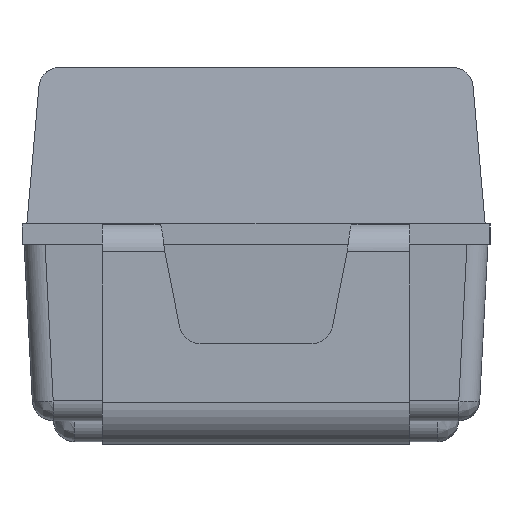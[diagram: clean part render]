
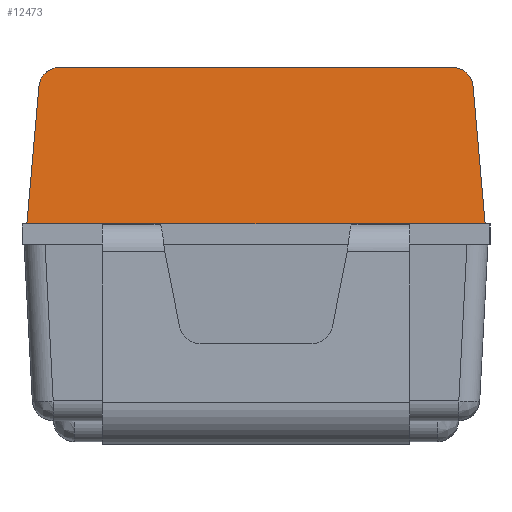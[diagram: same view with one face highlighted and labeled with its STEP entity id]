
A CAD part, left-side view. The second image highlights one B-rep face of the part: STEP entity #12473.
In plain terms, the highlighted planar face has unit normal (-0.996, 0, 0.087).
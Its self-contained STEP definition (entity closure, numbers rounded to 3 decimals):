
#515 = DIRECTION ( 'NONE',  ( 0., -1., 0. ) ) ;
#666 = VERTEX_POINT ( 'NONE', #15451 ) ;
#789 = CARTESIAN_POINT ( 'NONE',  ( -2.777, 1.422, 2.699 ) ) ;
#976 = CARTESIAN_POINT ( 'NONE',  ( -2.875, 1.64, 1.58 ) ) ;
#1182 = EDGE_CURVE ( 'NONE', #7891, #12261, #16704, .T. ) ;
#1259 = CARTESIAN_POINT ( 'NONE',  ( -2.783, -1.537, 2.629 ) ) ;
#1781 = VECTOR ( 'NONE', #10892, 1000. ) ;
#1958 = ORIENTED_EDGE ( 'NONE', *, *, #16377, .T. ) ;
#2165 = ORIENTED_EDGE ( 'NONE', *, *, #10854, .T. ) ;
#2169 = VECTOR ( 'NONE', #515, 1000. ) ;
#2658 = CARTESIAN_POINT ( 'NONE',  ( -2.777, -1.457, 2.695 ) ) ;
#3600 = CARTESIAN_POINT ( 'NONE',  ( -2.783, 1.537, 2.629 ) ) ;
#3866 = EDGE_CURVE ( 'NONE', #11763, #14830, #18031, .T. ) ;
#4099 = CARTESIAN_POINT ( 'NONE',  ( -2.789, -1.554, 2.563 ) ) ;
#5002 = CARTESIAN_POINT ( 'NONE',  ( -2.789, 1.554, 2.563 ) ) ;
#5466 = EDGE_LOOP ( 'NONE', ( #16375, #1958, #17965, #8544, #15495, #2165 ) ) ;
#6342 = VECTOR ( 'NONE', #18214, 1000. ) ;
#6803 = VECTOR ( 'NONE', #15359, 1000. ) ;
#6810 = CARTESIAN_POINT ( 'NONE',  ( -2.786, -1.551, 2.598 ) ) ;
#6831 = DIRECTION ( 'NONE',  ( -0.996, 0., 0.087 ) ) ;
#7891 = VERTEX_POINT ( 'NONE', #976 ) ;
#8196 = PLANE ( 'NONE',  #16889 ) ;
#8544 = ORIENTED_EDGE ( 'NONE', *, *, #8636, .T. ) ;
#8636 = EDGE_CURVE ( 'NONE', #666, #12261, #16623, .T. ) ;
#9205 = CARTESIAN_POINT ( 'NONE',  ( -2.777, 1.457, 2.695 ) ) ;
#9633 = LINE ( 'NONE', #17343, #2169 ) ;
#10630 = EDGE_CURVE ( 'NONE', #17585, #666, #13817, .T. ) ;
#10750 = CARTESIAN_POINT ( 'NONE',  ( -2.789, -1.554, 2.563 ) ) ;
#10854 = EDGE_CURVE ( 'NONE', #7891, #14830, #9633, .T. ) ;
#10892 = DIRECTION ( 'NONE',  ( 0.087, -0.087, 0.992 ) ) ;
#11068 = CARTESIAN_POINT ( 'NONE',  ( -2.779, -1.488, 2.68 ) ) ;
#11763 = VERTEX_POINT ( 'NONE', #10750 ) ;
#12026 = CARTESIAN_POINT ( 'NONE',  ( -2.779, 1.487, 2.68 ) ) ;
#12261 = VERTEX_POINT ( 'NONE', #13245 ) ;
#12473 = ADVANCED_FACE ( 'NONE', ( #13278 ), #8196, .T. ) ;
#12477 = CARTESIAN_POINT ( 'NONE',  ( -2.777, -1.422, 2.699 ) ) ;
#13245 = CARTESIAN_POINT ( 'NONE',  ( -2.789, 1.554, 2.563 ) ) ;
#13278 = FACE_OUTER_BOUND ( 'NONE', #5466, .T. ) ;
#13287 = CARTESIAN_POINT ( 'NONE',  ( -2.777, -1.422, 2.699 ) ) ;
#13441 = CARTESIAN_POINT ( 'NONE',  ( -2.786, 1.551, 2.599 ) ) ;
#13817 = LINE ( 'NONE', #15375, #6342 ) ;
#14830 = VERTEX_POINT ( 'NONE', #15587 ) ;
#15237 = CARTESIAN_POINT ( 'NONE',  ( -2.88, 1.804, 1.524 ) ) ;
#15359 = DIRECTION ( 'NONE',  ( -0.087, -0.087, -0.992 ) ) ;
#15375 = CARTESIAN_POINT ( 'NONE',  ( -2.777, 1.564, 2.699 ) ) ;
#15451 = CARTESIAN_POINT ( 'NONE',  ( -2.777, 1.422, 2.699 ) ) ;
#15495 = ORIENTED_EDGE ( 'NONE', *, *, #1182, .F. ) ;
#15587 = CARTESIAN_POINT ( 'NONE',  ( -2.875, -1.64, 1.58 ) ) ;
#16375 = ORIENTED_EDGE ( 'NONE', *, *, #3866, .F. ) ;
#16377 = EDGE_CURVE ( 'NONE', #11763, #17585, #17554, .T. ) ;
#16623 = B_SPLINE_CURVE_WITH_KNOTS ( 'NONE', 3,
 ( #789, #9205, #12026, #3600, #13441, #5002 ),
 .UNSPECIFIED., .F., .F.,
 ( 4, 2, 4 ),
 ( 0., 0.5, 1. ),
 .UNSPECIFIED. ) ;
#16645 = CARTESIAN_POINT ( 'NONE',  ( -2.789, -1.554, 2.563 ) ) ;
#16667 = DIRECTION ( 'NONE',  ( 0.087, 0., 0.996 ) ) ;
#16704 = LINE ( 'NONE', #17889, #1781 ) ;
#16889 = AXIS2_PLACEMENT_3D ( 'NONE', #15237, #6831, #16667 ) ;
#17343 = CARTESIAN_POINT ( 'NONE',  ( -2.875, 1.804, 1.58 ) ) ;
#17554 = B_SPLINE_CURVE_WITH_KNOTS ( 'NONE', 3,
 ( #16645, #6810, #1259, #11068, #2658, #12477 ),
 .UNSPECIFIED., .F., .F.,
 ( 4, 2, 4 ),
 ( 0., 0.5, 1. ),
 .UNSPECIFIED. ) ;
#17585 = VERTEX_POINT ( 'NONE', #13287 ) ;
#17889 = CARTESIAN_POINT ( 'NONE',  ( -2.875, 1.64, 1.58 ) ) ;
#17965 = ORIENTED_EDGE ( 'NONE', *, *, #10630, .T. ) ;
#18031 = LINE ( 'NONE', #4099, #6803 ) ;
#18214 = DIRECTION ( 'NONE',  ( 0., 1., 0. ) ) ;
